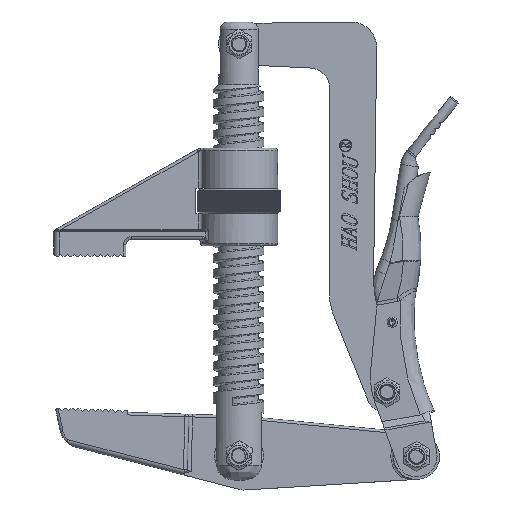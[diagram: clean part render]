
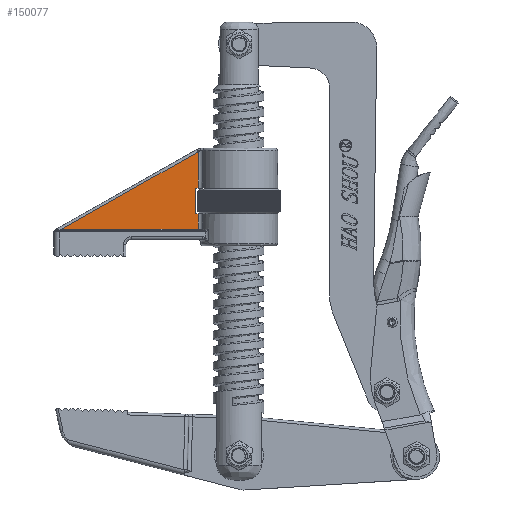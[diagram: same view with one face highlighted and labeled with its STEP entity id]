
A CAD part, front view. The second image highlights one B-rep face of the part: STEP entity #150077.
In plain terms, the highlighted planar face has unit normal (0, -1, 0).
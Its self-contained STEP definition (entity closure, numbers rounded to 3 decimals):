
#3015 = CARTESIAN_POINT ( 'NONE',  ( -15.906, -4., 10. ) ) ;
#3016 = PLANE ( 'NONE',  #73895 ) ;
#3033 = DIRECTION ( 'NONE',  ( 0., 1., 0. ) ) ;
#3034 = DIRECTION ( 'NONE',  ( 0., 0., 1. ) ) ;
#13914 = EDGE_LOOP ( 'NONE', ( #117051, #117054, #117060, #117064, #117071, #117077, #117084 ) ) ;
#45144 = VERTEX_POINT ( 'NONE', #110780 ) ;
#45146 = VERTEX_POINT ( 'NONE', #110782 ) ;
#45155 = VERTEX_POINT ( 'NONE', #110788 ) ;
#45158 = VERTEX_POINT ( 'NONE', #110790 ) ;
#45207 = VERTEX_POINT ( 'NONE', #110826 ) ;
#45216 = VERTEX_POINT ( 'NONE', #110834 ) ;
#45219 = VERTEX_POINT ( 'NONE', #110836 ) ;
#73895 = AXIS2_PLACEMENT_3D ( 'NONE', #3015, #3033, #3034 ) ;
#82333 = LINE ( 'NONE', #88584, #82346 ) ;
#82344 = LINE ( 'NONE', #88589, #82350 ) ;
#82346 = VECTOR ( 'NONE', #88578, 1000. ) ;
#82348 = LINE ( 'NONE', #88593, #82354 ) ;
#82350 = VECTOR ( 'NONE', #88592, 1000. ) ;
#82352 = LINE ( 'NONE', #88597, #82359 ) ;
#82354 = VECTOR ( 'NONE', #88596, 1000. ) ;
#82359 = VECTOR ( 'NONE', #88601, 1000. ) ;
#82383 = LINE ( 'NONE', #88665, #82398 ) ;
#82388 = LINE ( 'NONE', #88647, #82401 ) ;
#82392 = LINE ( 'NONE', #88673, #82394 ) ;
#82394 = VECTOR ( 'NONE', #88676, 1000. ) ;
#82398 = VECTOR ( 'NONE', #88678, 1000. ) ;
#82401 = VECTOR ( 'NONE', #88682, 1000. ) ;
#88578 = DIRECTION ( 'NONE',  ( 0., 0., -1. ) ) ;
#88584 = CARTESIAN_POINT ( 'NONE',  ( -15.906, -4., 10. ) ) ;
#88589 = CARTESIAN_POINT ( 'NONE',  ( -15.906, -4., 10.5 ) ) ;
#88592 = DIRECTION ( 'NONE',  ( -1., 0., 0. ) ) ;
#88593 = CARTESIAN_POINT ( 'NONE',  ( -69.085, -4., 10.5 ) ) ;
#88596 = DIRECTION ( 'NONE',  ( 0.87, 0., 0.492 ) ) ;
#88597 = CARTESIAN_POINT ( 'NONE',  ( -15.906, -4., 16.5 ) ) ;
#88601 = DIRECTION ( 'NONE',  ( 1., 0., 0. ) ) ;
#88647 = CARTESIAN_POINT ( 'NONE',  ( -15.906, -4., 10. ) ) ;
#88665 = CARTESIAN_POINT ( 'NONE',  ( -15.906, -4., 26.5 ) ) ;
#88673 = CARTESIAN_POINT ( 'NONE',  ( -17., -4., 16.5 ) ) ;
#88676 = DIRECTION ( 'NONE',  ( 0., 0., 1. ) ) ;
#88678 = DIRECTION ( 'NONE',  ( -1., 0., 0. ) ) ;
#88682 = DIRECTION ( 'NONE',  ( 0., 0., 1. ) ) ;
#95700 = EDGE_CURVE ( 'NONE', #45207, #45146, #82333, .T. ) ;
#95702 = EDGE_CURVE ( 'NONE', #45146, #45155, #82344, .T. ) ;
#95704 = EDGE_CURVE ( 'NONE', #45155, #45158, #82348, .T. ) ;
#95706 = EDGE_CURVE ( 'NONE', #45144, #45207, #82352, .T. ) ;
#95733 = EDGE_CURVE ( 'NONE', #45144, #45219, #82392, .T. ) ;
#95735 = EDGE_CURVE ( 'NONE', #45216, #45219, #82383, .T. ) ;
#95737 = EDGE_CURVE ( 'NONE', #45216, #45158, #82388, .T. ) ;
#110780 = CARTESIAN_POINT ( 'NONE',  ( -17., -4., 16.5 ) ) ;
#110782 = CARTESIAN_POINT ( 'NONE',  ( -15.906, -4., 10.5 ) ) ;
#110788 = CARTESIAN_POINT ( 'NONE',  ( -69.085, -4., 10.5 ) ) ;
#110790 = CARTESIAN_POINT ( 'NONE',  ( -15.906, -4., 40.588 ) ) ;
#110826 = CARTESIAN_POINT ( 'NONE',  ( -15.906, -4., 16.5 ) ) ;
#110834 = CARTESIAN_POINT ( 'NONE',  ( -15.906, -4., 26.5 ) ) ;
#110836 = CARTESIAN_POINT ( 'NONE',  ( -17., -4., 26.5 ) ) ;
#117051 = ORIENTED_EDGE ( 'NONE', *, *, #95702, .F. ) ;
#117054 = ORIENTED_EDGE ( 'NONE', *, *, #95700, .F. ) ;
#117060 = ORIENTED_EDGE ( 'NONE', *, *, #95706, .F. ) ;
#117064 = ORIENTED_EDGE ( 'NONE', *, *, #95733, .T. ) ;
#117071 = ORIENTED_EDGE ( 'NONE', *, *, #95735, .F. ) ;
#117077 = ORIENTED_EDGE ( 'NONE', *, *, #95737, .T. ) ;
#117084 = ORIENTED_EDGE ( 'NONE', *, *, #95704, .F. ) ;
#150077 = ADVANCED_FACE ( 'NONE', ( #171829 ), #3016, .F. ) ;
#171829 = FACE_OUTER_BOUND ( 'NONE', #13914, .T. ) ;
